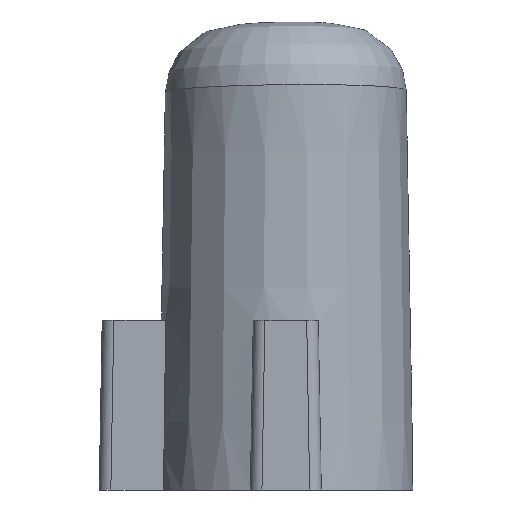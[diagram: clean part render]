
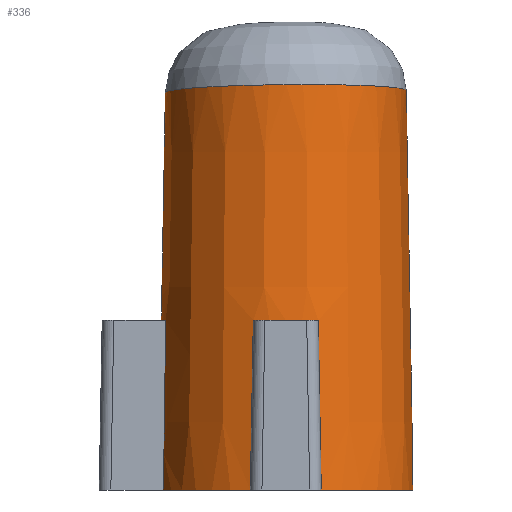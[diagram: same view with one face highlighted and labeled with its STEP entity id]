
A CAD part, front view. The second image highlights one B-rep face of the part: STEP entity #336.
In plain terms, the highlighted conical face has half-angle 1 degrees and reference radius 2.5 mm.
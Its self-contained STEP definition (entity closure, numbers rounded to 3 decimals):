
#15=CONICAL_SURFACE('',#380,2.5,0.017);
#18=B_SPLINE_CURVE_WITH_KNOTS('',3,(#678,#679,#680,#681,#682),
 .UNSPECIFIED.,.F.,.F.,(4,1,4),(0.,0.026,0.042),
 .UNSPECIFIED.);
#19=B_SPLINE_CURVE_WITH_KNOTS('',3,(#683,#684,#685,#686,#687,#688,#689,
#690,#691,#692,#693,#694,#695,#696,#697,#698,#699,#700),.UNSPECIFIED.,.F.,
 .F.,(4,1,1,1,1,1,1,1,1,1,1,1,1,1,1,4),(0.042,0.052,
0.104,0.156,0.208,0.26,
0.312,0.364,0.416,0.468,
0.52,0.572,0.624,0.676,
0.702,0.728),.UNSPECIFIED.);
#23=(
BOUNDED_CURVE()
B_SPLINE_CURVE(2,(#537,#538,#539),.UNSPECIFIED.,.F.,.F.)
B_SPLINE_CURVE_WITH_KNOTS((3,3),(0.,0.365),.UNSPECIFIED.)
CURVE()
GEOMETRIC_REPRESENTATION_ITEM()
RATIONAL_B_SPLINE_CURVE((1.,1.,1.))
REPRESENTATION_ITEM('')
);
#24=(
BOUNDED_CURVE()
B_SPLINE_CURVE(2,(#552,#553,#554),.UNSPECIFIED.,.F.,.F.)
B_SPLINE_CURVE_WITH_KNOTS((3,3),(0.01,0.375),
 .UNSPECIFIED.)
CURVE()
GEOMETRIC_REPRESENTATION_ITEM()
RATIONAL_B_SPLINE_CURVE((1.,1.,1.))
REPRESENTATION_ITEM('')
);
#25=(
BOUNDED_CURVE()
B_SPLINE_CURVE(2,(#726,#727,#728),.UNSPECIFIED.,.F.,.F.)
B_SPLINE_CURVE_WITH_KNOTS((3,3),(0.01,0.3),
 .UNSPECIFIED.)
CURVE()
GEOMETRIC_REPRESENTATION_ITEM()
RATIONAL_B_SPLINE_CURVE((1.,1.,1.))
REPRESENTATION_ITEM('')
);
#26=(
BOUNDED_CURVE()
B_SPLINE_CURVE(2,(#729,#730,#731),.UNSPECIFIED.,.F.,.F.)
B_SPLINE_CURVE_WITH_KNOTS((3,3),(77.139,77.263),
 .UNSPECIFIED.)
CURVE()
GEOMETRIC_REPRESENTATION_ITEM()
RATIONAL_B_SPLINE_CURVE((1.,1.,1.))
REPRESENTATION_ITEM('')
);
#27=(
BOUNDED_CURVE()
B_SPLINE_CURVE(2,(#733,#734,#735,#736,#737),.UNSPECIFIED.,.F.,.F.)
B_SPLINE_CURVE_WITH_KNOTS((3,2,3),(77.139,77.263,77.75),
 .UNSPECIFIED.)
CURVE()
GEOMETRIC_REPRESENTATION_ITEM()
RATIONAL_B_SPLINE_CURVE((1.,1.,1.,1.,1.))
REPRESENTATION_ITEM('')
);
#29=CIRCLE('',#364,2.74);
#30=CIRCLE('',#367,2.74);
#32=CIRCLE('',#377,2.676);
#33=CIRCLE('',#381,2.676);
#34=CIRCLE('',#382,2.676);
#58=FACE_OUTER_BOUND('',#78,.T.);
#78=EDGE_LOOP('',(#275,#276,#277,#278,#279,#280,#281,#282,#283,#284,#285,
#286,#287,#288));
#105=LINE('',#722,#128);
#128=VECTOR('',#457,3.25);
#147=VERTEX_POINT('',#503);
#148=VERTEX_POINT('',#505);
#153=VERTEX_POINT('',#515);
#154=VERTEX_POINT('',#517);
#160=VERTEX_POINT('',#535);
#163=VERTEX_POINT('',#545);
#165=VERTEX_POINT('',#670);
#166=VERTEX_POINT('',#677);
#167=VERTEX_POINT('',#721);
#168=VERTEX_POINT('',#723);
#169=VERTEX_POINT('',#725);
#170=VERTEX_POINT('',#732);
#182=EDGE_CURVE('',#147,#148,#29,.F.);
#188=EDGE_CURVE('',#153,#154,#30,.F.);
#198=EDGE_CURVE('',#153,#160,#23,.T.);
#202=EDGE_CURVE('',#160,#163,#32,.F.);
#205=EDGE_CURVE('',#163,#148,#24,.T.);
#207=EDGE_CURVE('',#165,#166,#18,.T.);
#208=EDGE_CURVE('',#166,#165,#19,.T.);
#210=EDGE_CURVE('',#166,#167,#105,.T.);
#211=EDGE_CURVE('',#167,#168,#33,.F.);
#212=EDGE_CURVE('',#168,#169,#25,.T.);
#213=EDGE_CURVE('',#169,#154,#26,.F.);
#214=EDGE_CURVE('',#147,#170,#27,.T.);
#215=EDGE_CURVE('',#170,#167,#34,.F.);
#275=ORIENTED_EDGE('',*,*,#207,.F.);
#276=ORIENTED_EDGE('',*,*,#208,.F.);
#277=ORIENTED_EDGE('',*,*,#210,.T.);
#278=ORIENTED_EDGE('',*,*,#211,.T.);
#279=ORIENTED_EDGE('',*,*,#212,.T.);
#280=ORIENTED_EDGE('',*,*,#213,.T.);
#281=ORIENTED_EDGE('',*,*,#188,.F.);
#282=ORIENTED_EDGE('',*,*,#198,.T.);
#283=ORIENTED_EDGE('',*,*,#202,.T.);
#284=ORIENTED_EDGE('',*,*,#205,.T.);
#285=ORIENTED_EDGE('',*,*,#182,.F.);
#286=ORIENTED_EDGE('',*,*,#214,.T.);
#287=ORIENTED_EDGE('',*,*,#215,.T.);
#288=ORIENTED_EDGE('',*,*,#210,.F.);
#336=ADVANCED_FACE('',(#58),#15,.T.);
#364=AXIS2_PLACEMENT_3D('',#506,#411,#412);
#367=AXIS2_PLACEMENT_3D('',#518,#420,#421);
#377=AXIS2_PLACEMENT_3D('',#547,#447,#448);
#380=AXIS2_PLACEMENT_3D('',#720,#455,#456);
#381=AXIS2_PLACEMENT_3D('',#724,#458,#459);
#382=AXIS2_PLACEMENT_3D('',#738,#460,#461);
#411=DIRECTION('center_axis',(0.,0.,1.));
#412=DIRECTION('ref_axis',(-1.,0.,0.));
#420=DIRECTION('center_axis',(0.,0.,1.));
#421=DIRECTION('ref_axis',(-1.,0.,0.));
#447=DIRECTION('center_axis',(0.,0.,-1.));
#448=DIRECTION('ref_axis',(1.,0.,0.));
#455=DIRECTION('center_axis',(0.,0.,-1.));
#456=DIRECTION('ref_axis',(1.,0.,0.));
#457=DIRECTION('',(-0.017,0.,-1.));
#458=DIRECTION('center_axis',(0.,0.,-1.));
#459=DIRECTION('ref_axis',(1.,0.,0.));
#460=DIRECTION('center_axis',(0.,0.,-1.));
#461=DIRECTION('ref_axis',(1.,0.,0.));
#503=CARTESIAN_POINT('',(-16.643,12.042,8.79));
#505=CARTESIAN_POINT('',(-13.248,8.648,8.79));
#506=CARTESIAN_POINT('Origin',(-14.012,11.279,8.79));
#515=CARTESIAN_POINT('',(-14.775,8.648,8.79));
#517=CARTESIAN_POINT('',(-16.643,10.516,8.79));
#518=CARTESIAN_POINT('Origin',(-14.012,11.279,8.79));
#535=CARTESIAN_POINT('',(-14.711,8.696,12.44));
#537=CARTESIAN_POINT('Ctrl Pts',(-14.775,8.648,8.79));
#538=CARTESIAN_POINT('Ctrl Pts',(-14.743,8.672,10.632));
#539=CARTESIAN_POINT('Ctrl Pts',(-14.711,8.696,12.44));
#545=CARTESIAN_POINT('',(-13.312,8.696,12.44));
#547=CARTESIAN_POINT('Origin',(-14.012,11.279,12.44));
#552=CARTESIAN_POINT('Ctrl Pts',(-13.312,8.696,12.44));
#553=CARTESIAN_POINT('Ctrl Pts',(-13.281,8.672,10.632));
#554=CARTESIAN_POINT('Ctrl Pts',(-13.248,8.648,8.79));
#670=CARTESIAN_POINT('',(-16.429,12.214,17.28));
#677=CARTESIAN_POINT('',(-16.602,11.279,17.337));
#678=CARTESIAN_POINT('Ctrl Pts',(-16.429,12.214,17.28));
#679=CARTESIAN_POINT('Ctrl Pts',(-16.5,12.03,17.291));
#680=CARTESIAN_POINT('Ctrl Pts',(-16.58,11.718,17.31));
#681=CARTESIAN_POINT('Ctrl Pts',(-16.602,11.402,17.329));
#682=CARTESIAN_POINT('Ctrl Pts',(-16.602,11.279,17.337));
#683=CARTESIAN_POINT('Ctrl Pts',(-16.602,11.279,17.337));
#684=CARTESIAN_POINT('Ctrl Pts',(-16.602,11.208,17.341));
#685=CARTESIAN_POINT('Ctrl Pts',(-16.583,10.752,17.369));
#686=CARTESIAN_POINT('Ctrl Pts',(-16.326,9.94,17.419));
#687=CARTESIAN_POINT('Ctrl Pts',(-15.542,9.09,17.473));
#688=CARTESIAN_POINT('Ctrl Pts',(-14.485,8.652,17.506));
#689=CARTESIAN_POINT('Ctrl Pts',(-13.345,8.695,17.515));
#690=CARTESIAN_POINT('Ctrl Pts',(-12.324,9.21,17.496));
#691=CARTESIAN_POINT('Ctrl Pts',(-11.611,10.108,17.452));
#692=CARTESIAN_POINT('Ctrl Pts',(-11.337,11.232,17.387));
#693=CARTESIAN_POINT('Ctrl Pts',(-11.572,12.388,17.312));
#694=CARTESIAN_POINT('Ctrl Pts',(-12.309,13.359,17.242));
#695=CARTESIAN_POINT('Ctrl Pts',(-13.438,13.911,17.195));
#696=CARTESIAN_POINT('Ctrl Pts',(-14.718,13.881,17.186));
#697=CARTESIAN_POINT('Ctrl Pts',(-15.643,13.366,17.213));
#698=CARTESIAN_POINT('Ctrl Pts',(-16.174,12.75,17.249));
#699=CARTESIAN_POINT('Ctrl Pts',(-16.358,12.397,17.269));
#700=CARTESIAN_POINT('Ctrl Pts',(-16.429,12.214,17.28));
#720=CARTESIAN_POINT('Origin',(-14.012,11.279,22.527));
#721=CARTESIAN_POINT('',(-16.688,11.279,12.44));
#722=CARTESIAN_POINT('',(-16.512,11.279,22.527));
#723=CARTESIAN_POINT('',(-16.595,10.58,12.44));
#724=CARTESIAN_POINT('Origin',(-14.012,11.279,12.44));
#725=CARTESIAN_POINT('',(-16.633,10.529,9.54));
#726=CARTESIAN_POINT('Ctrl Pts',(-16.595,10.58,12.44));
#727=CARTESIAN_POINT('Ctrl Pts',(-16.614,10.555,11.001));
#728=CARTESIAN_POINT('Ctrl Pts',(-16.633,10.529,9.54));
#729=CARTESIAN_POINT('Ctrl Pts',(-16.643,10.516,8.79));
#730=CARTESIAN_POINT('Ctrl Pts',(-16.638,10.523,9.166));
#731=CARTESIAN_POINT('Ctrl Pts',(-16.633,10.529,9.54));
#732=CARTESIAN_POINT('',(-16.595,11.979,12.44));
#733=CARTESIAN_POINT('Ctrl Pts',(-16.643,12.042,8.79));
#734=CARTESIAN_POINT('Ctrl Pts',(-16.638,12.036,9.166));
#735=CARTESIAN_POINT('Ctrl Pts',(-16.633,12.029,9.54));
#736=CARTESIAN_POINT('Ctrl Pts',(-16.614,12.004,11.001));
#737=CARTESIAN_POINT('Ctrl Pts',(-16.595,11.979,12.44));
#738=CARTESIAN_POINT('Origin',(-14.012,11.279,12.44));
